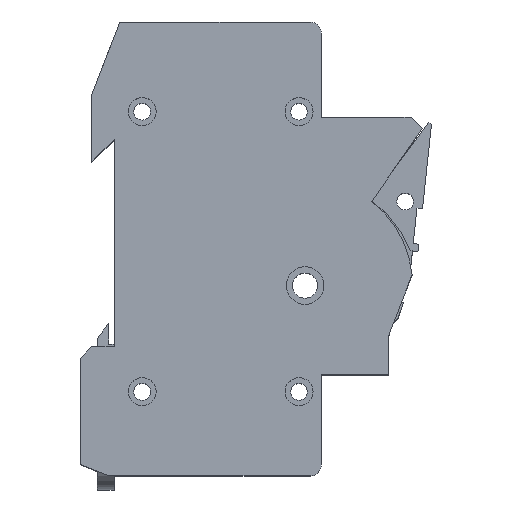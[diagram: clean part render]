
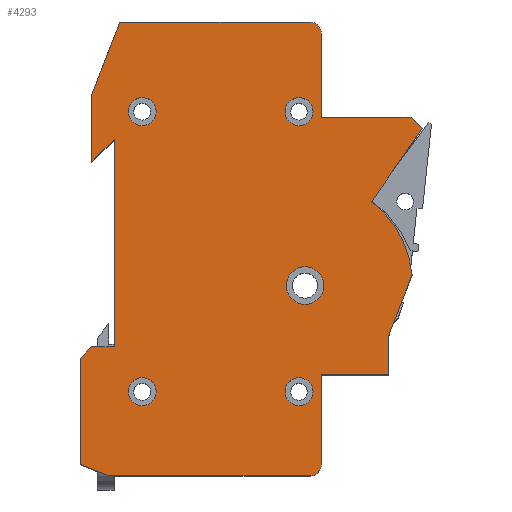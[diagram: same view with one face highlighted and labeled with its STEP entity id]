
A CAD part, top view. The second image highlights one B-rep face of the part: STEP entity #4293.
In plain terms, the highlighted planar face has unit normal (0, 0, 1).
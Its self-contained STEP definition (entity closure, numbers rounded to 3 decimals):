
#1864=CARTESIAN_POINT('',(-1.,0.0,9.0));
#1865=VERTEX_POINT('',#1864);
#1872=CARTESIAN_POINT('',(-6.,2.,9.0));
#1873=VERTEX_POINT('',#1872);
#1874=CARTESIAN_POINT('',(-1.,0.0,9.0));
#1875=DIRECTION('',(-0.928,0.371,0.0));
#1876=VECTOR('',#1875,5.385);
#1877=LINE('',#1874,#1876);
#1878=EDGE_CURVE('',#1865,#1873,#1877,.T.);
#1937=CARTESIAN_POINT('',(-4.,68.0,9.0));
#1938=VERTEX_POINT('',#1937);
#1945=CARTESIAN_POINT('',(1.,81.0,9.0));
#1946=VERTEX_POINT('',#1945);
#1947=CARTESIAN_POINT('',(-4.,68.0,9.0));
#1948=DIRECTION('',(0.359,0.933,0.0));
#1949=VECTOR('',#1948,13.928);
#1950=LINE('',#1947,#1949);
#1951=EDGE_CURVE('',#1938,#1946,#1950,.T.);
#1985=CARTESIAN_POINT('',(-6.,21.,9.0));
#1986=VERTEX_POINT('',#1985);
#1987=CARTESIAN_POINT('',(-6.,2.,9.0));
#1988=DIRECTION('',(0.0,1.0,0.0));
#1989=VECTOR('',#1988,19.);
#1990=LINE('',#1987,#1989);
#1991=EDGE_CURVE('',#1873,#1986,#1990,.T.);
#2032=CARTESIAN_POINT('',(-4.0,56.,9.0));
#2033=VERTEX_POINT('',#2032);
#2040=CARTESIAN_POINT('',(-4.0,56.,9.0));
#2041=DIRECTION('',(0.0,1.0,0.0));
#2042=VECTOR('',#2041,12.);
#2043=LINE('',#2040,#2042);
#2044=EDGE_CURVE('',#2033,#1938,#2043,.T.);
#2081=CARTESIAN_POINT('',(-4.,23.,9.0));
#2082=VERTEX_POINT('',#2081);
#2083=CARTESIAN_POINT('',(-6.,21.,9.0));
#2084=DIRECTION('',(0.707,0.707,0.0));
#2085=VECTOR('',#2084,2.828);
#2086=LINE('',#2083,#2085);
#2087=EDGE_CURVE('',#1986,#2082,#2086,.T.);
#2130=CARTESIAN_POINT('',(0.,60.,9.0));
#2131=VERTEX_POINT('',#2130);
#2138=CARTESIAN_POINT('',(0.,60.,9.0));
#2139=DIRECTION('',(-0.707,-0.707,0.0));
#2140=VECTOR('',#2139,5.657);
#2141=LINE('',#2138,#2140);
#2142=EDGE_CURVE('',#2131,#2033,#2141,.T.);
#2155=CARTESIAN_POINT('',(0.,23.,9.0));
#2156=VERTEX_POINT('',#2155);
#2157=CARTESIAN_POINT('',(-4.,23.,9.0));
#2158=DIRECTION('',(1.0,0.0,0.0));
#2159=VECTOR('',#2158,4.);
#2160=LINE('',#2157,#2159);
#2161=EDGE_CURVE('',#2082,#2156,#2160,.T.);
#2727=CARTESIAN_POINT('',(49.0,25.0,9.0));
#2728=VERTEX_POINT('',#2727);
#2735=CARTESIAN_POINT('',(49.0,18.,9.0));
#2736=VERTEX_POINT('',#2735);
#2737=CARTESIAN_POINT('',(49.0,25.0,9.0));
#2738=DIRECTION('',(0.0,-1.0,0.0));
#2739=VECTOR('',#2738,7.);
#2740=LINE('',#2737,#2739);
#2741=EDGE_CURVE('',#2728,#2736,#2740,.T.);
#2774=CARTESIAN_POINT('',(53.185,35.881,9.0));
#2775=VERTEX_POINT('',#2774);
#2782=CARTESIAN_POINT('',(53.185,35.881,9.0));
#2783=DIRECTION('',(-0.359,-0.933,0.0));
#2784=VECTOR('',#2783,11.659);
#2785=LINE('',#2782,#2784);
#2786=EDGE_CURVE('',#2775,#2728,#2785,.T.);
#2822=CARTESIAN_POINT('',(46.,49.0,9.0));
#2823=VERTEX_POINT('',#2822);
#2830=CARTESIAN_POINT('',(34.082,33.946,9.0));
#2831=DIRECTION('',(0.0,0.0,-1.));
#2832=DIRECTION('',(0.995,0.101,0.0));
#2833=AXIS2_PLACEMENT_3D('',#2830,#2831,#2832);
#2834=CIRCLE('',#2833,19.201);
#2835=EDGE_CURVE('',#2823,#2775,#2834,.T.);
#2846=CARTESIAN_POINT('',(37.436,33.946,9.0));
#2847=VERTEX_POINT('',#2846);
#2848=CARTESIAN_POINT('',(34.082,33.946,9.0));
#2849=DIRECTION('',(0.0,0.0,-1.0));
#2850=DIRECTION('',(-1.0,0.0,0.0));
#2851=AXIS2_PLACEMENT_3D('',#2848,#2849,#2850);
#2852=CIRCLE('',#2851,3.354);
#2853=EDGE_CURVE('',#2847,#2847,#2852,.T.);
#3214=CARTESIAN_POINT('',(35.0,81.0,9.0));
#3215=VERTEX_POINT('',#3214);
#3216=CARTESIAN_POINT('',(1.,81.0,9.0));
#3217=DIRECTION('',(1.0,0.0,0.0));
#3218=VECTOR('',#3217,34.0);
#3219=LINE('',#3216,#3218);
#3220=EDGE_CURVE('',#1946,#3215,#3219,.T.);
#3399=CARTESIAN_POINT('',(35.,0.,9.0));
#3400=VERTEX_POINT('',#3399);
#3407=CARTESIAN_POINT('',(35.,0.,9.0));
#3408=DIRECTION('',(-1.0,0.0,0.0));
#3409=VECTOR('',#3408,36.);
#3410=LINE('',#3407,#3409);
#3411=EDGE_CURVE('',#3400,#1865,#3410,.T.);
#3708=CARTESIAN_POINT('',(35.5,65.0,9.0));
#3709=VERTEX_POINT('',#3708);
#3710=CARTESIAN_POINT('',(33.0,65.0,9.0));
#3711=DIRECTION('',(0.0,0.0,-1.0));
#3712=DIRECTION('',(-1.0,0.0,0.0));
#3713=AXIS2_PLACEMENT_3D('',#3710,#3711,#3712);
#3714=CIRCLE('',#3713,2.5);
#3715=EDGE_CURVE('',#3709,#3709,#3714,.T.);
#3728=CARTESIAN_POINT('',(35.5,15.,9.0));
#3729=VERTEX_POINT('',#3728);
#3730=CARTESIAN_POINT('',(33.0,15.,9.0));
#3731=DIRECTION('',(0.0,0.0,-1.0));
#3732=DIRECTION('',(-1.0,0.0,0.0));
#3733=AXIS2_PLACEMENT_3D('',#3730,#3731,#3732);
#3734=CIRCLE('',#3733,2.5);
#3735=EDGE_CURVE('',#3729,#3729,#3734,.T.);
#3748=CARTESIAN_POINT('',(7.5,65.0,9.0));
#3749=VERTEX_POINT('',#3748);
#3750=CARTESIAN_POINT('',(5.0,65.0,9.0));
#3751=DIRECTION('',(0.0,0.0,-1.0));
#3752=DIRECTION('',(-1.0,0.0,0.0));
#3753=AXIS2_PLACEMENT_3D('',#3750,#3751,#3752);
#3754=CIRCLE('',#3753,2.5);
#3755=EDGE_CURVE('',#3749,#3749,#3754,.T.);
#3768=CARTESIAN_POINT('',(7.5,15.,9.0));
#3769=VERTEX_POINT('',#3768);
#3770=CARTESIAN_POINT('',(5.0,15.,9.0));
#3771=DIRECTION('',(0.0,0.0,-1.0));
#3772=DIRECTION('',(-1.0,0.0,0.0));
#3773=AXIS2_PLACEMENT_3D('',#3770,#3771,#3772);
#3774=CIRCLE('',#3773,2.5);
#3775=EDGE_CURVE('',#3769,#3769,#3774,.T.);
#4023=CARTESIAN_POINT('',(37.0,18.,9.0));
#4024=VERTEX_POINT('',#4023);
#4025=CARTESIAN_POINT('',(49.0,18.,9.0));
#4026=DIRECTION('',(-1.0,0.0,0.0));
#4027=VECTOR('',#4026,12.0);
#4028=LINE('',#4025,#4027);
#4029=EDGE_CURVE('',#2736,#4024,#4028,.T.);
#4047=CARTESIAN_POINT('',(37.0,2.,9.0));
#4048=VERTEX_POINT('',#4047);
#4049=CARTESIAN_POINT('',(37.0,18.,9.0));
#4050=DIRECTION('',(0.0,-1.0,0.0));
#4051=VECTOR('',#4050,16.0);
#4052=LINE('',#4049,#4051);
#4053=EDGE_CURVE('',#4024,#4048,#4052,.T.);
#4074=CARTESIAN_POINT('',(35.0,2.,9.0));
#4075=DIRECTION('',(0.0,0.0,-1.0));
#4076=DIRECTION('',(0.0,-1.0,0.0));
#4077=AXIS2_PLACEMENT_3D('',#4074,#4075,#4076);
#4078=CIRCLE('',#4077,2.);
#4079=EDGE_CURVE('',#4048,#3400,#4078,.T.);
#4104=CARTESIAN_POINT('',(0.,23.,9.0));
#4105=DIRECTION('',(0.0,1.0,0.0));
#4106=VECTOR('',#4105,37.);
#4107=LINE('',#4104,#4106);
#4108=EDGE_CURVE('',#2156,#2131,#4107,.T.);
#4134=CARTESIAN_POINT('',(37.0,79.0,9.0));
#4135=VERTEX_POINT('',#4134);
#4136=CARTESIAN_POINT('',(35.,79.0,9.0));
#4137=DIRECTION('',(0.0,0.0,-1.0));
#4138=DIRECTION('',(1.0,0.0,0.0));
#4139=AXIS2_PLACEMENT_3D('',#4136,#4137,#4138);
#4140=CIRCLE('',#4139,2.);
#4141=EDGE_CURVE('',#3215,#4135,#4140,.T.);
#4159=CARTESIAN_POINT('',(37.0,64.0,9.0));
#4160=VERTEX_POINT('',#4159);
#4161=CARTESIAN_POINT('',(37.0,79.0,9.0));
#4162=DIRECTION('',(0.0,-1.0,0.0));
#4163=VECTOR('',#4162,15.0);
#4164=LINE('',#4161,#4163);
#4165=EDGE_CURVE('',#4135,#4160,#4164,.T.);
#4186=CARTESIAN_POINT('',(53.0,64.0,9.0));
#4187=VERTEX_POINT('',#4186);
#4188=CARTESIAN_POINT('',(37.0,64.0,9.0));
#4189=DIRECTION('',(1.0,0.0,0.0));
#4190=VECTOR('',#4189,16.0);
#4191=LINE('',#4188,#4190);
#4192=EDGE_CURVE('',#4160,#4187,#4191,.T.);
#4210=CARTESIAN_POINT('',(55.0,62.0,9.0));
#4211=VERTEX_POINT('',#4210);
#4212=CARTESIAN_POINT('',(53.0,64.0,9.0));
#4213=DIRECTION('',(0.707,-0.707,0.0));
#4214=VECTOR('',#4213,2.828);
#4215=LINE('',#4212,#4214);
#4216=EDGE_CURVE('',#4187,#4211,#4215,.T.);
#4238=CARTESIAN_POINT('',(55.0,62.0,9.0));
#4239=DIRECTION('',(-0.569,-0.822,0.0));
#4240=VECTOR('',#4239,15.811);
#4241=LINE('',#4238,#4240);
#4242=EDGE_CURVE('',#4211,#2823,#4241,.T.);
#4250=CARTESIAN_POINT('',(21.768,40.745,9.0));
#4251=DIRECTION('',(0.0,0.0,1.0));
#4252=DIRECTION('',(1.0,0.0,0.0));
#4253=AXIS2_PLACEMENT_3D('',#4250,#4251,#4252);
#4254=PLANE('',#4253);
#4255=ORIENTED_EDGE('',*,*,#2835,.F.);
#4256=ORIENTED_EDGE('',*,*,#4242,.F.);
#4257=ORIENTED_EDGE('',*,*,#4216,.F.);
#4258=ORIENTED_EDGE('',*,*,#4192,.F.);
#4259=ORIENTED_EDGE('',*,*,#4165,.F.);
#4260=ORIENTED_EDGE('',*,*,#4141,.F.);
#4261=ORIENTED_EDGE('',*,*,#3220,.F.);
#4262=ORIENTED_EDGE('',*,*,#1951,.F.);
#4263=ORIENTED_EDGE('',*,*,#2044,.F.);
#4264=ORIENTED_EDGE('',*,*,#2142,.F.);
#4265=ORIENTED_EDGE('',*,*,#4108,.F.);
#4266=ORIENTED_EDGE('',*,*,#2161,.F.);
#4267=ORIENTED_EDGE('',*,*,#2087,.F.);
#4268=ORIENTED_EDGE('',*,*,#1991,.F.);
#4269=ORIENTED_EDGE('',*,*,#1878,.F.);
#4270=ORIENTED_EDGE('',*,*,#3411,.F.);
#4271=ORIENTED_EDGE('',*,*,#4079,.F.);
#4272=ORIENTED_EDGE('',*,*,#4053,.F.);
#4273=ORIENTED_EDGE('',*,*,#4029,.F.);
#4274=ORIENTED_EDGE('',*,*,#2741,.F.);
#4275=ORIENTED_EDGE('',*,*,#2786,.F.);
#4276=EDGE_LOOP('',(#4255,#4256,#4257,#4258,#4259,#4260,#4261,#4262,#4263,#4264,#4265,#4266,#4267,#4268,#4269,#4270,#4271,#4272,#4273,#4274,#4275));
#4277=FACE_OUTER_BOUND('',#4276,.T.);
#4278=ORIENTED_EDGE('',*,*,#3775,.T.);
#4279=EDGE_LOOP('',(#4278));
#4280=FACE_BOUND('',#4279,.T.);
#4281=ORIENTED_EDGE('',*,*,#3715,.T.);
#4282=EDGE_LOOP('',(#4281));
#4283=FACE_BOUND('',#4282,.T.);
#4284=ORIENTED_EDGE('',*,*,#3755,.T.);
#4285=EDGE_LOOP('',(#4284));
#4286=FACE_BOUND('',#4285,.T.);
#4287=ORIENTED_EDGE('',*,*,#3735,.T.);
#4288=EDGE_LOOP('',(#4287));
#4289=FACE_BOUND('',#4288,.T.);
#4290=ORIENTED_EDGE('',*,*,#2853,.T.);
#4291=EDGE_LOOP('',(#4290));
#4292=FACE_BOUND('',#4291,.T.);
#4293=ADVANCED_FACE('',(#4277,#4280,#4283,#4286,#4289,#4292),#4254,.T.);
